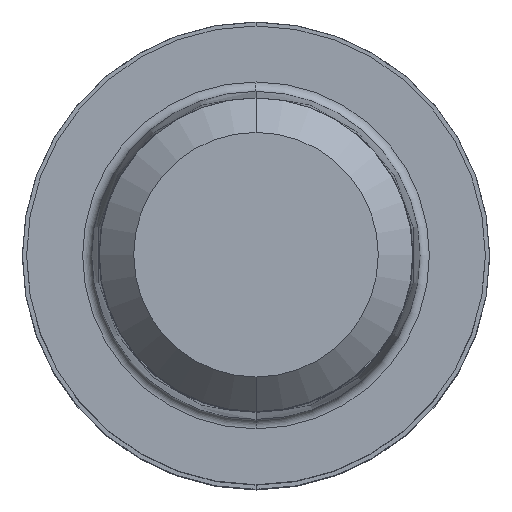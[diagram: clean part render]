
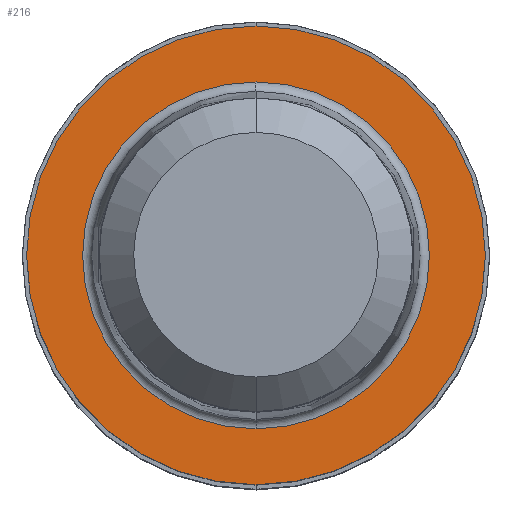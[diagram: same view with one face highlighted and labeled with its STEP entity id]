
A CAD part, top view. The second image highlights one B-rep face of the part: STEP entity #216.
In plain terms, the highlighted planar face has unit normal (0, 0, 1).
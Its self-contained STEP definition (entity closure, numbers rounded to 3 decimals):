
#206=EDGE_CURVE('',#372,#238,#498,.T.);
#216=ADVANCED_FACE('',(#509,#510),#511,.T.);
#238=VERTEX_POINT('',#538);
#240=VERTEX_POINT('',#540);
#262=VERTEX_POINT('',#563);
#290=EDGE_CURVE('',#262,#240,#596,.T.);
#298=EDGE_CURVE('',#240,#262,#604,.T.);
#304=EDGE_CURVE('',#238,#372,#610,.T.);
#372=VERTEX_POINT('',#685);
#498=CIRCLE('',#835,7.85);
#509=FACE_OUTER_BOUND('',#851,.T.);
#510=FACE_BOUND('',#852,.T.);
#511=PLANE('',#853);
#538=CARTESIAN_POINT('',(0.0,7.85,0.01));
#540=CARTESIAN_POINT('',(0.,-5.935,0.01));
#563=CARTESIAN_POINT('',(0.0,5.935,0.01));
#596=CIRCLE('',#958,5.935);
#604=CIRCLE('',#969,5.935);
#610=CIRCLE('',#978,7.85);
#685=CARTESIAN_POINT('',(0.,-7.85,0.01));
#835=AXIS2_PLACEMENT_3D('',#1210,#1211,#1212);
#851=EDGE_LOOP('',(#1225,#1226));
#852=EDGE_LOOP('',(#1227,#1228));
#853=AXIS2_PLACEMENT_3D('',#1229,#1230,#1231);
#958=AXIS2_PLACEMENT_3D('',#1343,#1344,#1345);
#969=AXIS2_PLACEMENT_3D('',#1347,#1348,#1349);
#978=AXIS2_PLACEMENT_3D('',#1351,#1352,#1353);
#1210=CARTESIAN_POINT('',(0.0,0.0,0.01));
#1211=DIRECTION('',(0.0,0.0,-1.0));
#1212=DIRECTION('',(0.0,1.0,0.0));
#1225=ORIENTED_EDGE('',*,*,#304,.F.);
#1226=ORIENTED_EDGE('',*,*,#206,.F.);
#1227=ORIENTED_EDGE('',*,*,#290,.T.);
#1228=ORIENTED_EDGE('',*,*,#298,.T.);
#1229=CARTESIAN_POINT('',(0.0,3.925,0.01));
#1230=DIRECTION('',(-0.0,0.0,1.0));
#1231=DIRECTION('',(0.0,-1.0,0.0));
#1343=CARTESIAN_POINT('',(0.0,0.0,0.01));
#1344=DIRECTION('',(0.0,0.0,-1.0));
#1345=DIRECTION('',(0.0,1.0,0.0));
#1347=CARTESIAN_POINT('',(0.0,0.0,0.01));
#1348=DIRECTION('',(0.0,0.0,-1.0));
#1349=DIRECTION('',(0.0,1.0,0.0));
#1351=CARTESIAN_POINT('',(0.0,0.0,0.01));
#1352=DIRECTION('',(0.0,0.0,-1.0));
#1353=DIRECTION('',(0.0,1.0,0.0));
